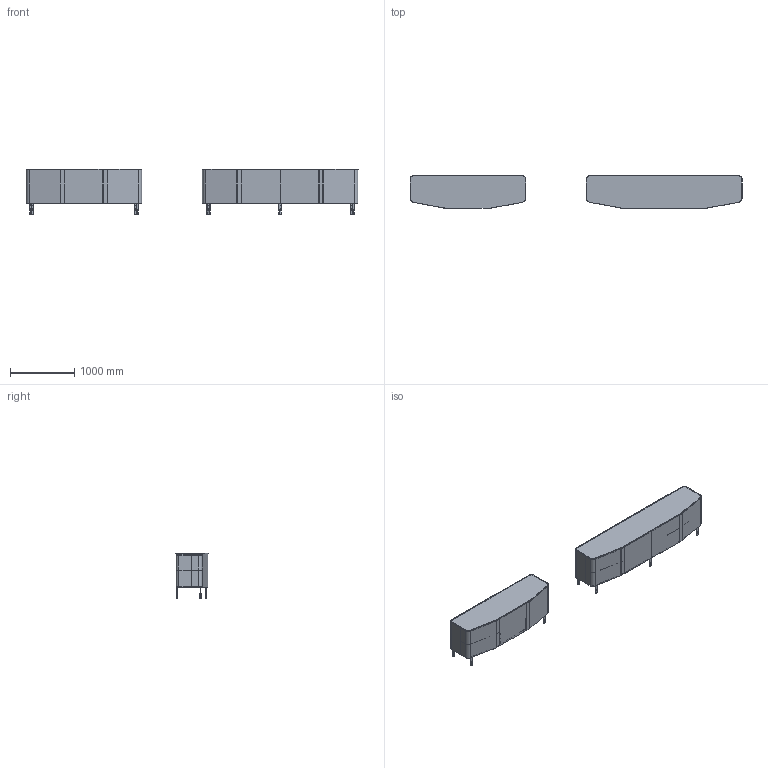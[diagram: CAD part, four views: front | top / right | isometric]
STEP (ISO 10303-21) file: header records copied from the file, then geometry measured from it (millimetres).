
FILE_DESCRIPTION(/* description */ (''),/* implementation_level */ '2;1');
FILE_NAME(/* name */ '3D_PLA~1',/* time_stamp */ '2018-05-29T18:59:16+02:00',/* author */ (''),/* organization */ (''),/* preprocessor_version */ 'ST-DEVELOPER v16.5',/* originating_system */ '',/* authorisation */ '');
FILE_SCHEMA (('CONFIG_CONTROL_DESIGN'));
Length unit declared in the file: millimetre
Products named in the file (1): Document
Bounding box: 5160 x 500 x 710.12 mm (x, y, z)
Volume: 185325326.6 mm3; surface area: 29405370.4 mm2
Topology: 41 solids, 366 shells, 1937 faces, 4679 edges, 3057 vertices
Faces by surface type: bspline 1447, plane 490
Entity records: 58920 total; most frequent: CARTESIAN_POINT 32754, ORIENTED_EDGE 7873, EDGE_CURVE 4595, VERTEX_POINT 3053, B_SPLINE_CURVE_WITH_KNOTS 2324, ADVANCED_FACE 1937, FACE_OUTER_BOUND 1937, EDGE_LOOP 1937
